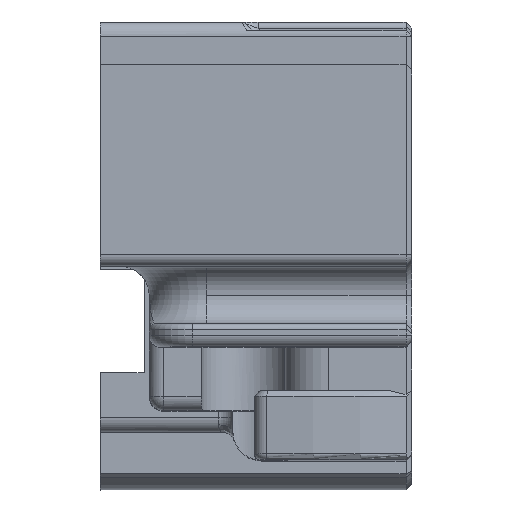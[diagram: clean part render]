
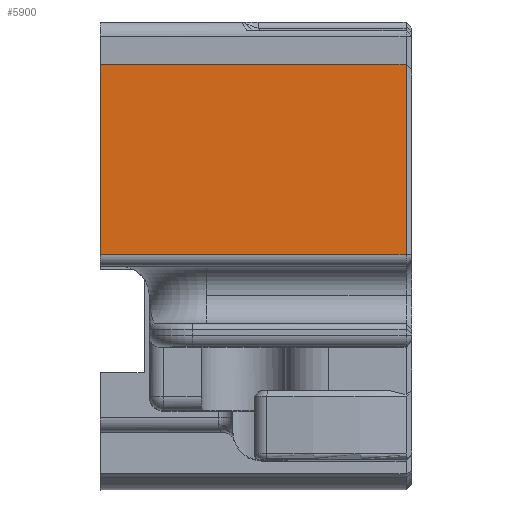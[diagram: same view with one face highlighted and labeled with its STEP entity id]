
A CAD part, top view. The second image highlights one B-rep face of the part: STEP entity #5900.
In plain terms, the highlighted planar face has unit normal (0, 0, 1).
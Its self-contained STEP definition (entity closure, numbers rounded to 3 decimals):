
#781=FACE_OUTER_BOUND('',#1128,.T.);
#1128=EDGE_LOOP('',(#5382,#5383,#5384,#5385));
#1216=LINE('',#8394,#1792);
#1382=LINE('',#9212,#1958);
#1385=LINE('',#9217,#1961);
#1704=LINE('',#10966,#2280);
#1792=VECTOR('',#6674,254.);
#1958=VECTOR('',#7338,25.4);
#1961=VECTOR('',#7343,25.4);
#2280=VECTOR('',#8120,254.);
#2379=VERTEX_POINT('',#8365);
#2390=VERTEX_POINT('',#8391);
#2634=VERTEX_POINT('',#9210);
#2635=VERTEX_POINT('',#9215);
#2943=EDGE_CURVE('',#2379,#2390,#1216,.T.);
#3285=EDGE_CURVE('',#2634,#2379,#1382,.T.);
#3288=EDGE_CURVE('',#2634,#2635,#1385,.T.);
#3671=EDGE_CURVE('',#2390,#2635,#1704,.T.);
#5382=ORIENTED_EDGE('',*,*,#3288,.T.);
#5383=ORIENTED_EDGE('',*,*,#3671,.F.);
#5384=ORIENTED_EDGE('',*,*,#2943,.F.);
#5385=ORIENTED_EDGE('',*,*,#3285,.F.);
#5573=PLANE('',#6458);
#5900=ADVANCED_FACE('',(#781),#5573,.F.);
#6458=AXIS2_PLACEMENT_3D('',#10968,#8123,#8124);
#6674=DIRECTION('',(-1.,0.,0.));
#7338=DIRECTION('',(0.,-1.,0.));
#7343=DIRECTION('',(-1.,0.,0.));
#8120=DIRECTION('',(0.,1.,0.));
#8123=DIRECTION('center_axis',(0.,0.,
-1.));
#8124=DIRECTION('ref_axis',(0.,1.,0.));
#8365=CARTESIAN_POINT('',(22.605,104.7,67.153));
#8391=CARTESIAN_POINT('',(1.405,104.7,67.153));
#8394=CARTESIAN_POINT('',(2.705,104.7,67.153));
#9210=CARTESIAN_POINT('',(22.605,117.9,67.153));
#9212=CARTESIAN_POINT('',(22.605,105.45,67.153));
#9215=CARTESIAN_POINT('',(1.405,117.9,67.153));
#9217=CARTESIAN_POINT('',(-3.295,117.9,67.153));
#10966=CARTESIAN_POINT('',(1.405,101.75,67.153));
#10968=CARTESIAN_POINT('Origin',(-18.595,98.8,67.153));
